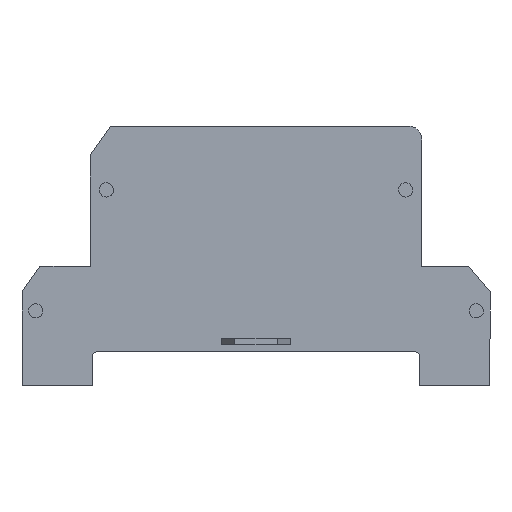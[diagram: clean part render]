
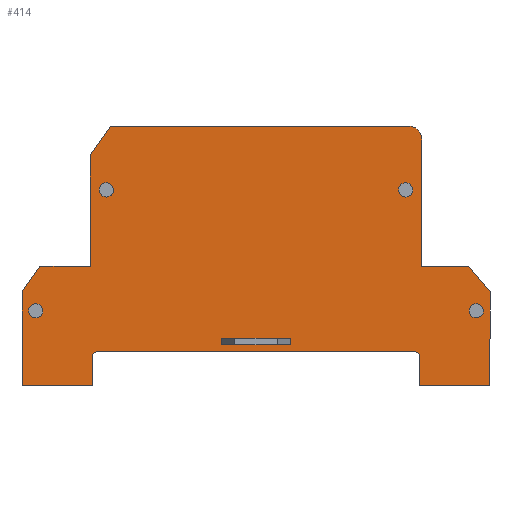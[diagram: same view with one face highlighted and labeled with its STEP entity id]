
A CAD part, left-side view. The second image highlights one B-rep face of the part: STEP entity #414.
In plain terms, the highlighted planar face has unit normal (-1, 0, 0).
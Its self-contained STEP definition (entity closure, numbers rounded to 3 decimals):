
#188=AXIS2_PLACEMENT_3D('Plane Axis2P3D',#185,#186,#187) ;
#236=AXIS2_PLACEMENT_3D('Circle Axis2P3D',#234,#235,$) ;
#299=AXIS2_PLACEMENT_3D('Circle Axis2P3D',#297,#298,$) ;
#313=AXIS2_PLACEMENT_3D('Circle Axis2P3D',#311,#312,$) ;
#344=AXIS2_PLACEMENT_3D('Circle Axis2P3D',#342,#343,$) ;
#353=AXIS2_PLACEMENT_3D('Circle Axis2P3D',#351,#352,$) ;
#362=AXIS2_PLACEMENT_3D('Circle Axis2P3D',#360,#361,$) ;
#371=AXIS2_PLACEMENT_3D('Circle Axis2P3D',#369,#370,$) ;
#380=AXIS2_PLACEMENT_3D('Circle Axis2P3D',#378,#379,$) ;
#389=AXIS2_PLACEMENT_3D('Circle Axis2P3D',#387,#388,$) ;
#398=AXIS2_PLACEMENT_3D('Circle Axis2P3D',#396,#397,$) ;
#407=AXIS2_PLACEMENT_3D('Circle Axis2P3D',#405,#406,$) ;
#54=CARTESIAN_POINT('Line Origine',(6.5,31.4,6.95)) ;
#58=CARTESIAN_POINT('Vertex',(6.5,31.4,7.45)) ;
#60=CARTESIAN_POINT('Vertex',(6.5,31.4,6.45)) ;
#94=CARTESIAN_POINT('Line Origine',(6.5,36.75,7.45)) ;
#98=CARTESIAN_POINT('Vertex',(6.5,42.1,7.45)) ;
#153=CARTESIAN_POINT('Vertex',(6.5,42.1,6.45)) ;
#156=CARTESIAN_POINT('Line Origine',(6.5,36.75,6.45)) ;
#173=CARTESIAN_POINT('Line Origine',(6.5,42.1,6.95)) ;
#185=CARTESIAN_POINT('Axis2P3D Location',(6.5,36.75,5.4)) ;
#190=CARTESIAN_POINT('Line Origine',(6.5,11.,2.2)) ;
#194=CARTESIAN_POINT('Vertex',(6.5,11.,0.)) ;
#196=CARTESIAN_POINT('Vertex',(6.5,11.,4.4)) ;
#199=CARTESIAN_POINT('Line Origine',(6.5,5.5,0.)) ;
#203=CARTESIAN_POINT('Vertex',(6.5,0.,0.)) ;
#206=CARTESIAN_POINT('Line Origine',(6.5,0.,7.375)) ;
#210=CARTESIAN_POINT('Vertex',(6.5,0.,14.75)) ;
#213=CARTESIAN_POINT('Line Origine',(6.5,1.678,16.75)) ;
#217=CARTESIAN_POINT('Vertex',(6.5,3.356,18.75)) ;
#220=CARTESIAN_POINT('Line Origine',(6.5,7.053,18.75)) ;
#224=CARTESIAN_POINT('Vertex',(6.5,10.75,18.75)) ;
#227=CARTESIAN_POINT('Line Origine',(6.5,10.75,28.75)) ;
#231=CARTESIAN_POINT('Vertex',(6.5,10.75,38.75)) ;
#234=CARTESIAN_POINT('Axis2P3D Location',(6.5,12.75,38.75)) ;
#238=CARTESIAN_POINT('Vertex',(6.5,12.75,40.75)) ;
#241=CARTESIAN_POINT('Line Origine',(6.5,36.175,40.75)) ;
#245=CARTESIAN_POINT('Vertex',(6.5,59.599,40.75)) ;
#248=CARTESIAN_POINT('Line Origine',(6.5,61.175,38.5)) ;
#252=CARTESIAN_POINT('Vertex',(6.5,62.75,36.25)) ;
#255=CARTESIAN_POINT('Line Origine',(6.5,62.75,27.5)) ;
#259=CARTESIAN_POINT('Vertex',(6.5,62.75,18.75)) ;
#262=CARTESIAN_POINT('Line Origine',(6.5,66.725,18.75)) ;
#266=CARTESIAN_POINT('Vertex',(6.5,70.699,18.75)) ;
#269=CARTESIAN_POINT('Line Origine',(6.5,72.1,16.75)) ;
#273=CARTESIAN_POINT('Vertex',(6.5,73.5,14.75)) ;
#276=CARTESIAN_POINT('Line Origine',(6.5,73.5,7.375)) ;
#280=CARTESIAN_POINT('Vertex',(6.5,73.5,0.)) ;
#283=CARTESIAN_POINT('Line Origine',(6.5,68.,0.)) ;
#287=CARTESIAN_POINT('Vertex',(6.5,62.5,0.)) ;
#290=CARTESIAN_POINT('Line Origine',(6.5,62.5,2.2)) ;
#294=CARTESIAN_POINT('Vertex',(6.5,62.5,4.4)) ;
#297=CARTESIAN_POINT('Axis2P3D Location',(6.5,61.5,4.4)) ;
#301=CARTESIAN_POINT('Vertex',(6.5,61.5,5.4)) ;
#304=CARTESIAN_POINT('Line Origine',(6.5,36.75,5.4)) ;
#308=CARTESIAN_POINT('Vertex',(6.5,12.,5.4)) ;
#311=CARTESIAN_POINT('Axis2P3D Location',(6.5,12.,4.4)) ;
#342=CARTESIAN_POINT('Axis2P3D Location',(6.5,60.25,30.75)) ;
#346=CARTESIAN_POINT('Vertex',(6.5,59.329,30.247)) ;
#348=CARTESIAN_POINT('Vertex',(6.5,61.171,31.253)) ;
#351=CARTESIAN_POINT('Axis2P3D Location',(6.5,60.25,30.75)) ;
#360=CARTESIAN_POINT('Axis2P3D Location',(6.5,71.35,11.75)) ;
#364=CARTESIAN_POINT('Vertex',(6.5,70.429,11.247)) ;
#366=CARTESIAN_POINT('Vertex',(6.5,72.271,12.253)) ;
#369=CARTESIAN_POINT('Axis2P3D Location',(6.5,71.35,11.75)) ;
#378=CARTESIAN_POINT('Axis2P3D Location',(6.5,2.15,11.75)) ;
#382=CARTESIAN_POINT('Vertex',(6.5,1.229,11.247)) ;
#384=CARTESIAN_POINT('Vertex',(6.5,3.071,12.253)) ;
#387=CARTESIAN_POINT('Axis2P3D Location',(6.5,2.15,11.75)) ;
#396=CARTESIAN_POINT('Axis2P3D Location',(6.5,13.25,30.75)) ;
#400=CARTESIAN_POINT('Vertex',(6.5,12.329,30.247)) ;
#402=CARTESIAN_POINT('Vertex',(6.5,14.171,31.253)) ;
#405=CARTESIAN_POINT('Axis2P3D Location',(6.5,13.25,30.75)) ;
#55=DIRECTION('Vector Direction',(0.,0.,-1.)) ;
#95=DIRECTION('Vector Direction',(0.,1.,0.)) ;
#157=DIRECTION('Vector Direction',(0.,1.,0.)) ;
#174=DIRECTION('Vector Direction',(0.,0.,-1.)) ;
#186=DIRECTION('Axis2P3D Direction',(1.,0.,0.)) ;
#187=DIRECTION('Axis2P3D XDirection',(0.,1.,0.)) ;
#191=DIRECTION('Vector Direction',(0.,0.,-1.)) ;
#200=DIRECTION('Vector Direction',(0.,-1.,0.)) ;
#207=DIRECTION('Vector Direction',(0.,0.,1.)) ;
#214=DIRECTION('Vector Direction',(0.,0.643,0.766)) ;
#221=DIRECTION('Vector Direction',(0.,1.,0.)) ;
#228=DIRECTION('Vector Direction',(0.,0.,1.)) ;
#235=DIRECTION('Axis2P3D Direction',(1.,0.,0.)) ;
#242=DIRECTION('Vector Direction',(0.,1.,0.)) ;
#249=DIRECTION('Vector Direction',(0.,0.574,-0.819)) ;
#256=DIRECTION('Vector Direction',(0.,0.,-1.)) ;
#263=DIRECTION('Vector Direction',(0.,1.,0.)) ;
#270=DIRECTION('Vector Direction',(0.,0.574,-0.819)) ;
#277=DIRECTION('Vector Direction',(0.,0.,-1.)) ;
#284=DIRECTION('Vector Direction',(0.,-1.,0.)) ;
#291=DIRECTION('Vector Direction',(0.,0.,1.)) ;
#298=DIRECTION('Axis2P3D Direction',(1.,0.,0.)) ;
#305=DIRECTION('Vector Direction',(0.,-1.,0.)) ;
#312=DIRECTION('Axis2P3D Direction',(1.,0.,0.)) ;
#343=DIRECTION('Axis2P3D Direction',(1.,0.,0.)) ;
#352=DIRECTION('Axis2P3D Direction',(1.,0.,0.)) ;
#361=DIRECTION('Axis2P3D Direction',(1.,0.,0.)) ;
#370=DIRECTION('Axis2P3D Direction',(1.,0.,0.)) ;
#379=DIRECTION('Axis2P3D Direction',(1.,0.,0.)) ;
#388=DIRECTION('Axis2P3D Direction',(1.,0.,0.)) ;
#397=DIRECTION('Axis2P3D Direction',(1.,0.,0.)) ;
#406=DIRECTION('Axis2P3D Direction',(1.,0.,0.)) ;
#56=VECTOR('Line Direction',#55,1.) ;
#96=VECTOR('Line Direction',#95,1.) ;
#158=VECTOR('Line Direction',#157,1.) ;
#175=VECTOR('Line Direction',#174,1.) ;
#192=VECTOR('Line Direction',#191,1.) ;
#201=VECTOR('Line Direction',#200,1.) ;
#208=VECTOR('Line Direction',#207,1.) ;
#215=VECTOR('Line Direction',#214,1.) ;
#222=VECTOR('Line Direction',#221,1.) ;
#229=VECTOR('Line Direction',#228,1.) ;
#243=VECTOR('Line Direction',#242,1.) ;
#250=VECTOR('Line Direction',#249,1.) ;
#257=VECTOR('Line Direction',#256,1.) ;
#264=VECTOR('Line Direction',#263,1.) ;
#271=VECTOR('Line Direction',#270,1.) ;
#278=VECTOR('Line Direction',#277,1.) ;
#285=VECTOR('Line Direction',#284,1.) ;
#292=VECTOR('Line Direction',#291,1.) ;
#306=VECTOR('Line Direction',#305,1.) ;
#317=ORIENTED_EDGE('',*,*,#198,.F.) ;
#318=ORIENTED_EDGE('',*,*,#205,.F.) ;
#319=ORIENTED_EDGE('',*,*,#212,.F.) ;
#320=ORIENTED_EDGE('',*,*,#219,.F.) ;
#321=ORIENTED_EDGE('',*,*,#226,.F.) ;
#322=ORIENTED_EDGE('',*,*,#233,.F.) ;
#323=ORIENTED_EDGE('',*,*,#240,.F.) ;
#324=ORIENTED_EDGE('',*,*,#247,.F.) ;
#325=ORIENTED_EDGE('',*,*,#254,.F.) ;
#326=ORIENTED_EDGE('',*,*,#261,.F.) ;
#327=ORIENTED_EDGE('',*,*,#268,.F.) ;
#328=ORIENTED_EDGE('',*,*,#275,.F.) ;
#329=ORIENTED_EDGE('',*,*,#282,.F.) ;
#330=ORIENTED_EDGE('',*,*,#289,.F.) ;
#331=ORIENTED_EDGE('',*,*,#296,.F.) ;
#332=ORIENTED_EDGE('',*,*,#303,.F.) ;
#333=ORIENTED_EDGE('',*,*,#310,.F.) ;
#334=ORIENTED_EDGE('',*,*,#315,.F.) ;
#337=ORIENTED_EDGE('',*,*,#100,.T.) ;
#338=ORIENTED_EDGE('',*,*,#62,.T.) ;
#339=ORIENTED_EDGE('',*,*,#160,.F.) ;
#340=ORIENTED_EDGE('',*,*,#177,.F.) ;
#357=ORIENTED_EDGE('',*,*,#350,.T.) ;
#358=ORIENTED_EDGE('',*,*,#355,.T.) ;
#375=ORIENTED_EDGE('',*,*,#368,.T.) ;
#376=ORIENTED_EDGE('',*,*,#373,.T.) ;
#393=ORIENTED_EDGE('',*,*,#386,.T.) ;
#394=ORIENTED_EDGE('',*,*,#391,.T.) ;
#411=ORIENTED_EDGE('',*,*,#404,.T.) ;
#412=ORIENTED_EDGE('',*,*,#409,.T.) ;
#341=FACE_BOUND('',#336,.T.) ;
#359=FACE_BOUND('',#356,.T.) ;
#377=FACE_BOUND('',#374,.T.) ;
#395=FACE_BOUND('',#392,.T.) ;
#413=FACE_BOUND('',#410,.T.) ;
#414=ADVANCED_FACE('V1',(#335,#341,#359,#377,#395,#413),#189,.F.) ;
#237=CIRCLE('generated circle',#236,2.) ;
#300=CIRCLE('generated circle',#299,1.) ;
#314=CIRCLE('generated circle',#313,1.) ;
#345=CIRCLE('generated circle',#344,1.05) ;
#354=CIRCLE('generated circle',#353,1.05) ;
#363=CIRCLE('generated circle',#362,1.05) ;
#372=CIRCLE('generated circle',#371,1.05) ;
#381=CIRCLE('generated circle',#380,1.05) ;
#390=CIRCLE('generated circle',#389,1.05) ;
#399=CIRCLE('generated circle',#398,1.05) ;
#408=CIRCLE('generated circle',#407,1.05) ;
#62=EDGE_CURVE('',#59,#61,#57,.T.) ;
#100=EDGE_CURVE('',#99,#59,#97,.F.) ;
#160=EDGE_CURVE('',#154,#61,#159,.F.) ;
#177=EDGE_CURVE('',#99,#154,#176,.T.) ;
#198=EDGE_CURVE('',#195,#197,#193,.F.) ;
#205=EDGE_CURVE('',#204,#195,#202,.F.) ;
#212=EDGE_CURVE('',#211,#204,#209,.F.) ;
#219=EDGE_CURVE('',#218,#211,#216,.F.) ;
#226=EDGE_CURVE('',#225,#218,#223,.F.) ;
#233=EDGE_CURVE('',#232,#225,#230,.F.) ;
#240=EDGE_CURVE('',#239,#232,#237,.T.) ;
#247=EDGE_CURVE('',#246,#239,#244,.F.) ;
#254=EDGE_CURVE('',#253,#246,#251,.F.) ;
#261=EDGE_CURVE('',#260,#253,#258,.F.) ;
#268=EDGE_CURVE('',#267,#260,#265,.F.) ;
#275=EDGE_CURVE('',#274,#267,#272,.F.) ;
#282=EDGE_CURVE('',#281,#274,#279,.F.) ;
#289=EDGE_CURVE('',#288,#281,#286,.F.) ;
#296=EDGE_CURVE('',#295,#288,#293,.F.) ;
#303=EDGE_CURVE('',#302,#295,#300,.F.) ;
#310=EDGE_CURVE('',#309,#302,#307,.F.) ;
#315=EDGE_CURVE('',#197,#309,#314,.F.) ;
#350=EDGE_CURVE('',#347,#349,#345,.T.) ;
#355=EDGE_CURVE('',#349,#347,#354,.T.) ;
#368=EDGE_CURVE('',#365,#367,#363,.T.) ;
#373=EDGE_CURVE('',#367,#365,#372,.T.) ;
#386=EDGE_CURVE('',#383,#385,#381,.T.) ;
#391=EDGE_CURVE('',#385,#383,#390,.T.) ;
#404=EDGE_CURVE('',#401,#403,#399,.T.) ;
#409=EDGE_CURVE('',#403,#401,#408,.T.) ;
#316=EDGE_LOOP('',(#317,#318,#319,#320,#321,#322,#323,#324,#325,#326,#327,#328,#329,#330,#331,#332,#333,#334)) ;
#336=EDGE_LOOP('',(#337,#338,#339,#340)) ;
#356=EDGE_LOOP('',(#357,#358)) ;
#374=EDGE_LOOP('',(#375,#376)) ;
#392=EDGE_LOOP('',(#393,#394)) ;
#410=EDGE_LOOP('',(#411,#412)) ;
#335=FACE_OUTER_BOUND('',#316,.T.) ;
#57=LINE('Line',#54,#56) ;
#97=LINE('Line',#94,#96) ;
#159=LINE('Line',#156,#158) ;
#176=LINE('Line',#173,#175) ;
#193=LINE('Line',#190,#192) ;
#202=LINE('Line',#199,#201) ;
#209=LINE('Line',#206,#208) ;
#216=LINE('Line',#213,#215) ;
#223=LINE('Line',#220,#222) ;
#230=LINE('Line',#227,#229) ;
#244=LINE('Line',#241,#243) ;
#251=LINE('Line',#248,#250) ;
#258=LINE('Line',#255,#257) ;
#265=LINE('Line',#262,#264) ;
#272=LINE('Line',#269,#271) ;
#279=LINE('Line',#276,#278) ;
#286=LINE('Line',#283,#285) ;
#293=LINE('Line',#290,#292) ;
#307=LINE('Line',#304,#306) ;
#189=PLANE('',#188) ;
#59=VERTEX_POINT('',#58) ;
#61=VERTEX_POINT('',#60) ;
#99=VERTEX_POINT('',#98) ;
#154=VERTEX_POINT('',#153) ;
#195=VERTEX_POINT('',#194) ;
#197=VERTEX_POINT('',#196) ;
#204=VERTEX_POINT('',#203) ;
#211=VERTEX_POINT('',#210) ;
#218=VERTEX_POINT('',#217) ;
#225=VERTEX_POINT('',#224) ;
#232=VERTEX_POINT('',#231) ;
#239=VERTEX_POINT('',#238) ;
#246=VERTEX_POINT('',#245) ;
#253=VERTEX_POINT('',#252) ;
#260=VERTEX_POINT('',#259) ;
#267=VERTEX_POINT('',#266) ;
#274=VERTEX_POINT('',#273) ;
#281=VERTEX_POINT('',#280) ;
#288=VERTEX_POINT('',#287) ;
#295=VERTEX_POINT('',#294) ;
#302=VERTEX_POINT('',#301) ;
#309=VERTEX_POINT('',#308) ;
#347=VERTEX_POINT('',#346) ;
#349=VERTEX_POINT('',#348) ;
#365=VERTEX_POINT('',#364) ;
#367=VERTEX_POINT('',#366) ;
#383=VERTEX_POINT('',#382) ;
#385=VERTEX_POINT('',#384) ;
#401=VERTEX_POINT('',#400) ;
#403=VERTEX_POINT('',#402) ;
